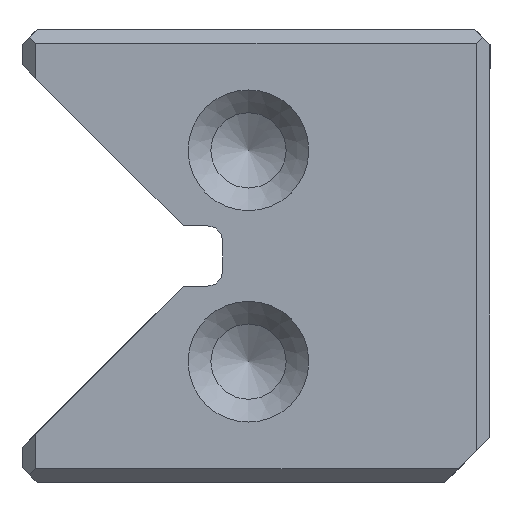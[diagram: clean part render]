
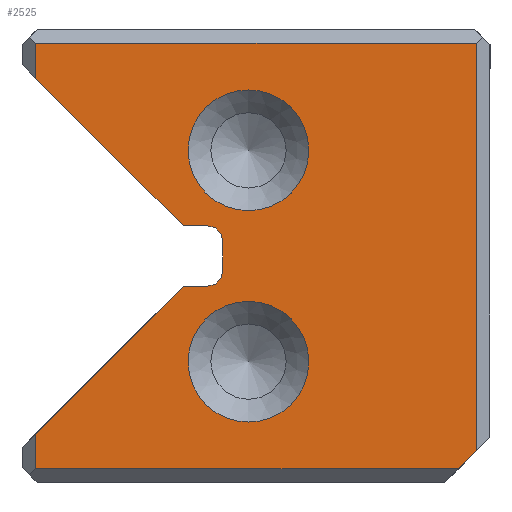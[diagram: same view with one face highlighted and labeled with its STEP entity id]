
A CAD part, left-side view. The second image highlights one B-rep face of the part: STEP entity #2525.
In plain terms, the highlighted planar face has unit normal (-1, 0, 0).
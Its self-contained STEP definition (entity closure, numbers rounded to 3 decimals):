
#2525=ADVANCED_FACE('',(#3626,#3627,#3628),#2979,.T.);
#2979=PLANE('',#9729);
#3253=CIRCLE('',#9725,2.);
#3254=CIRCLE('',#9726,2.);
#3255=CIRCLE('',#9727,0.5);
#3256=CIRCLE('',#9728,0.5);
#3626=FACE_BOUND('',#3998,.T.);
#3627=FACE_BOUND('',#3999,.T.);
#3628=FACE_BOUND('',#4000,.T.);
#3998=EDGE_LOOP('',(#4876));
#3999=EDGE_LOOP('',(#4877));
#4000=EDGE_LOOP('',(#4878,#4879,#4880,#4881,#4882,#4883,#4884,#4885,#4886,
#4887,#4888,#4889,#4890));
#4876=ORIENTED_EDGE('',*,*,#7622,.T.);
#4877=ORIENTED_EDGE('',*,*,#7623,.F.);
#4878=ORIENTED_EDGE('',*,*,#7624,.T.);
#4879=ORIENTED_EDGE('',*,*,#7625,.T.);
#4880=ORIENTED_EDGE('',*,*,#7626,.T.);
#4881=ORIENTED_EDGE('',*,*,#7627,.T.);
#4882=ORIENTED_EDGE('',*,*,#7628,.F.);
#4883=ORIENTED_EDGE('',*,*,#7629,.F.);
#4884=ORIENTED_EDGE('',*,*,#7630,.T.);
#4885=ORIENTED_EDGE('',*,*,#7631,.T.);
#4886=ORIENTED_EDGE('',*,*,#7632,.T.);
#4887=ORIENTED_EDGE('',*,*,#7633,.T.);
#4888=ORIENTED_EDGE('',*,*,#7634,.F.);
#4889=ORIENTED_EDGE('',*,*,#7635,.T.);
#4890=ORIENTED_EDGE('',*,*,#7636,.T.);
#6892=VERTEX_POINT('',#12704);
#6893=VERTEX_POINT('',#12706);
#6894=VERTEX_POINT('',#12708);
#6895=VERTEX_POINT('',#12709);
#6896=VERTEX_POINT('',#12711);
#6897=VERTEX_POINT('',#12713);
#6898=VERTEX_POINT('',#12715);
#6899=VERTEX_POINT('',#12717);
#6900=VERTEX_POINT('',#12719);
#6901=VERTEX_POINT('',#12721);
#6902=VERTEX_POINT('',#12723);
#6903=VERTEX_POINT('',#12725);
#6904=VERTEX_POINT('',#12727);
#6905=VERTEX_POINT('',#12729);
#6906=VERTEX_POINT('',#12731);
#7622=EDGE_CURVE('',#6892,#6892,#3253,.T.);
#7623=EDGE_CURVE('',#6893,#6893,#3254,.T.);
#7624=EDGE_CURVE('',#6894,#6895,#8529,.T.);
#7625=EDGE_CURVE('',#6895,#6896,#8530,.T.);
#7626=EDGE_CURVE('',#6896,#6897,#8531,.T.);
#7627=EDGE_CURVE('',#6897,#6898,#8532,.T.);
#7628=EDGE_CURVE('',#6899,#6898,#8533,.T.);
#7629=EDGE_CURVE('',#6900,#6899,#8534,.T.);
#7630=EDGE_CURVE('',#6900,#6901,#3255,.T.);
#7631=EDGE_CURVE('',#6901,#6902,#8535,.T.);
#7632=EDGE_CURVE('',#6902,#6903,#3256,.T.);
#7633=EDGE_CURVE('',#6903,#6904,#8536,.T.);
#7634=EDGE_CURVE('',#6905,#6904,#8537,.T.);
#7635=EDGE_CURVE('',#6905,#6906,#8538,.T.);
#7636=EDGE_CURVE('',#6906,#6894,#8539,.T.);
#8529=LINE('',#12707,#9191);
#8530=LINE('',#12710,#9192);
#8531=LINE('',#12712,#9193);
#8532=LINE('',#12714,#9194);
#8533=LINE('',#12716,#9195);
#8534=LINE('',#12718,#9196);
#8535=LINE('',#12722,#9197);
#8536=LINE('',#12726,#9198);
#8537=LINE('',#12728,#9199);
#8538=LINE('',#12730,#9200);
#8539=LINE('',#12732,#9201);
#9191=VECTOR('',#10442,1.);
#9192=VECTOR('',#10443,1.);
#9193=VECTOR('',#10444,1.);
#9194=VECTOR('',#10445,1.);
#9195=VECTOR('',#10446,1.);
#9196=VECTOR('',#10447,1.);
#9197=VECTOR('',#10450,1.);
#9198=VECTOR('',#10453,1.);
#9199=VECTOR('',#10454,1.);
#9200=VECTOR('',#10455,1.);
#9201=VECTOR('',#10456,1.);
#9725=AXIS2_PLACEMENT_3D('',#12703,#10438,#10439);
#9726=AXIS2_PLACEMENT_3D('',#12705,#10440,#10441);
#9727=AXIS2_PLACEMENT_3D('',#12720,#10448,#10449);
#9728=AXIS2_PLACEMENT_3D('',#12724,#10451,#10452);
#9729=AXIS2_PLACEMENT_3D('',#12733,#10457,#10458);
#10438=DIRECTION('',(1.,0.,0.));
#10439=DIRECTION('',(0.,0.,-1.));
#10440=DIRECTION('',(-1.,0.,0.));
#10441=DIRECTION('',(0.,0.,1.));
#10442=DIRECTION('',(0.,-0.707,0.707));
#10443=DIRECTION('',(0.,0.,1.));
#10444=DIRECTION('',(0.,1.,0.));
#10445=DIRECTION('',(0.,0.,-1.));
#10446=DIRECTION('',(0.,0.707,0.707));
#10447=DIRECTION('',(0.,1.,0.));
#10448=DIRECTION('',(1.,0.,0.));
#10449=DIRECTION('',(0.,0.,1.));
#10450=DIRECTION('',(0.,0.,-1.));
#10451=DIRECTION('',(1.,0.,0.));
#10452=DIRECTION('',(0.,0.,1.));
#10453=DIRECTION('',(0.,1.,0.));
#10454=DIRECTION('',(0.,-0.707,0.707));
#10455=DIRECTION('',(0.,0.,-1.));
#10456=DIRECTION('',(0.,-1.,0.));
#10457=DIRECTION('',(-1.,0.,0.));
#10458=DIRECTION('',(0.,0.,-1.));
#12703=CARTESIAN_POINT('',(0.,8.,4.));
#12704=CARTESIAN_POINT('',(0.,8.,2.));
#12705=CARTESIAN_POINT('',(0.,8.,11.));
#12706=CARTESIAN_POINT('',(0.,8.,13.));
#12707=CARTESIAN_POINT('',(0.,4.625,-3.125));
#12708=CARTESIAN_POINT('',(0.,1.05,0.45));
#12709=CARTESIAN_POINT('',(0.,0.45,1.05));
#12710=CARTESIAN_POINT('',(0.,0.45,0.));
#12711=CARTESIAN_POINT('',(0.,0.45,14.55));
#12712=CARTESIAN_POINT('',(0.,7.75,14.55));
#12713=CARTESIAN_POINT('',(0.,15.05,14.55));
#12714=CARTESIAN_POINT('',(0.,15.05,0.));
#12715=CARTESIAN_POINT('',(0.,15.05,13.385));
#12716=CARTESIAN_POINT('',(0.,9.165,7.5));
#12717=CARTESIAN_POINT('',(0.,10.165,8.5));
#12718=CARTESIAN_POINT('',(0.,8.85,8.5));
#12719=CARTESIAN_POINT('',(0.,9.35,8.5));
#12720=CARTESIAN_POINT('',(0.,9.35,8.));
#12721=CARTESIAN_POINT('',(0.,8.85,8.));
#12722=CARTESIAN_POINT('',(0.,8.85,8.5));
#12723=CARTESIAN_POINT('',(0.,8.85,7.));
#12724=CARTESIAN_POINT('',(0.,9.35,7.));
#12725=CARTESIAN_POINT('',(0.,9.35,6.5));
#12726=CARTESIAN_POINT('',(0.,8.85,6.5));
#12727=CARTESIAN_POINT('',(0.,10.165,6.5));
#12728=CARTESIAN_POINT('',(0.,17.65,-0.985));
#12729=CARTESIAN_POINT('',(0.,15.05,1.615));
#12730=CARTESIAN_POINT('',(0.,15.05,0.));
#12731=CARTESIAN_POINT('',(0.,15.05,0.45));
#12732=CARTESIAN_POINT('',(0.,7.75,0.45));
#12733=CARTESIAN_POINT('',(0.,7.75,0.));
